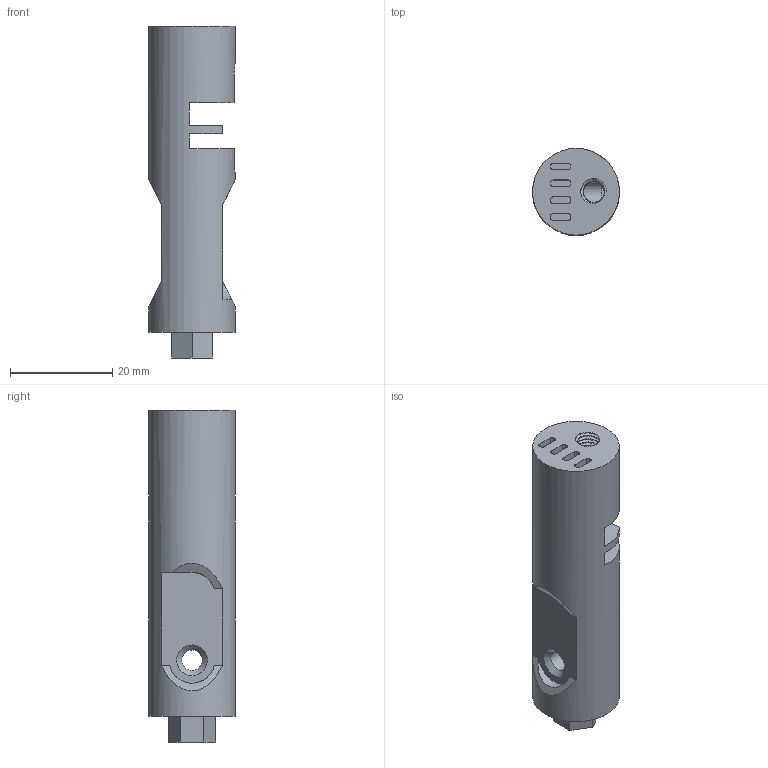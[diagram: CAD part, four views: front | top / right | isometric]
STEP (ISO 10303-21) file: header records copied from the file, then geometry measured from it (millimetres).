
FILE_DESCRIPTION(/* description */ (''),/* implementation_level */ '2;1');
FILE_NAME(/* name */ 'dérive chaîne.step',/* time_stamp */ '2019-09-09T17:31:42+02:00',/* author */ (''),/* organization */ (''),/* preprocessor_version */ 'ST-DEVELOPER v18',/* originating_system */ 'Autodesk Translation Framework v8.6.0.1094',/* authorisation */ '');
FILE_SCHEMA (('AUTOMOTIVE_DESIGN { 1 0 10303 214 3 1 1 }'));
Length unit declared in the file: millimetre
Products named in the file (1): derive chaine diametre 17
Bounding box: 17 x 17 x 65 mm (x, y, z)
Volume: 10823.1 mm3; surface area: 5154.3 mm2
Topology: 1 solids, 1 shells, 151 faces, 423 edges, 278 vertices
Faces by surface type: cylinder 70, plane 56, bspline 22, cone 3
Full cylindrical faces by diameter (mm): 4 x2, 4.234 x9, 5.12 x9, 17 x1
Entity records: 7396 total; most frequent: CARTESIAN_POINT 3728, ORIENTED_EDGE 846, DIRECTION 623, EDGE_CURVE 423, VERTEX_POINT 278, AXIS2_PLACEMENT_3D 209, LINE 205, VECTOR 205
